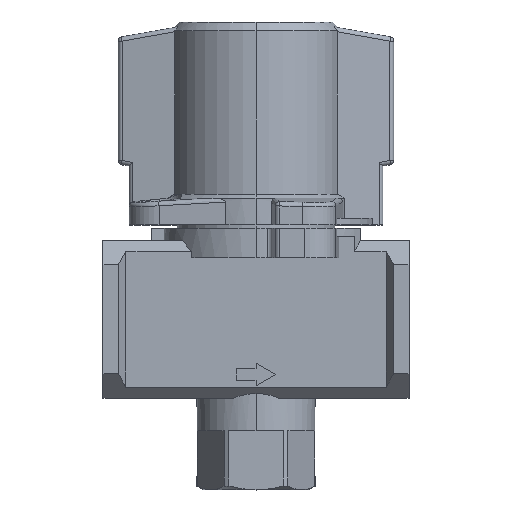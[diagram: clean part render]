
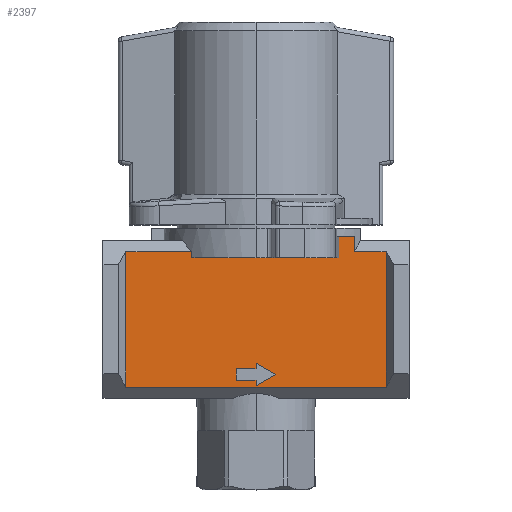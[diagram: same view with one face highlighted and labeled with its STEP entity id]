
A CAD part, top view. The second image highlights one B-rep face of the part: STEP entity #2397.
In plain terms, the highlighted planar face has unit normal (0, 0, 1).
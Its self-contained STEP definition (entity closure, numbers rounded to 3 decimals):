
#34 = LINE ( 'NONE', #5174, #4347 ) ;
#56 = VECTOR ( 'NONE', #3192, 1000. ) ;
#59 = EDGE_LOOP ( 'NONE', ( #4541, #1785, #3325, #517, #3978, #2435, #6012 ) ) ;
#89 = DIRECTION ( 'NONE',  ( 0., 1., 0. ) ) ;
#115 = CARTESIAN_POINT ( 'NONE',  ( 22.45, 19., 15. ) ) ;
#141 = ORIENTED_EDGE ( 'NONE', *, *, #776, .F. ) ;
#158 = ORIENTED_EDGE ( 'NONE', *, *, #2362, .F. ) ;
#229 = LINE ( 'NONE', #3452, #6049 ) ;
#296 = CARTESIAN_POINT ( 'NONE',  ( 18.971, 19., 15. ) ) ;
#517 = ORIENTED_EDGE ( 'NONE', *, *, #3841, .F. ) ;
#654 = CARTESIAN_POINT ( 'NONE',  ( 35., 15.5, 15. ) ) ;
#776 = EDGE_CURVE ( 'NONE', #4400, #4861, #229, .T. ) ;
#804 = CARTESIAN_POINT ( 'NONE',  ( 0., -15.18, 15. ) ) ;
#815 = CARTESIAN_POINT ( 'NONE',  ( 0., -10.08, 15. ) ) ;
#831 = LINE ( 'NONE', #5763, #3642 ) ;
#873 = EDGE_CURVE ( 'NONE', #7197, #6069, #6229, .T. ) ;
#877 = DIRECTION ( 'NONE',  ( 0., -1., 0. ) ) ;
#941 = VERTEX_POINT ( 'NONE', #5993 ) ;
#962 = EDGE_CURVE ( 'NONE', #941, #4074, #2315, .T. ) ;
#1052 = VERTEX_POINT ( 'NONE', #5038 ) ;
#1064 = EDGE_CURVE ( 'NONE', #1203, #3504, #6137, .T. ) ;
#1148 = ORIENTED_EDGE ( 'NONE', *, *, #7162, .T. ) ;
#1203 = VERTEX_POINT ( 'NONE', #1893 ) ;
#1431 = VECTOR ( 'NONE', #5116, 1000. ) ;
#1480 = CARTESIAN_POINT ( 'NONE',  ( 0., -13.93, 15. ) ) ;
#1592 = LINE ( 'NONE', #2303, #1431 ) ;
#1646 = CARTESIAN_POINT ( 'NONE',  ( -4.5, -13.93, 15. ) ) ;
#1660 = VERTEX_POINT ( 'NONE', #2056 ) ;
#1684 = LINE ( 'NONE', #4057, #6373 ) ;
#1701 = DIRECTION ( 'NONE',  ( 0., 1., 0. ) ) ;
#1726 = VERTEX_POINT ( 'NONE', #6197 ) ;
#1774 = DIRECTION ( 'NONE',  ( 0., -1., 0. ) ) ;
#1777 = LINE ( 'NONE', #3886, #4781 ) ;
#1781 = LINE ( 'NONE', #2265, #4448 ) ;
#1783 = AXIS2_PLACEMENT_3D ( 'NONE', #4617, #1917, #5304 ) ;
#1785 = ORIENTED_EDGE ( 'NONE', *, *, #4084, .F. ) ;
#1797 = DIRECTION ( 'NONE',  ( 1., 0., 0. ) ) ;
#1878 = VERTEX_POINT ( 'NONE', #4554 ) ;
#1893 = CARTESIAN_POINT ( 'NONE',  ( 4.5, -12.63, 15. ) ) ;
#1917 = DIRECTION ( 'NONE',  ( 0., 0., -1. ) ) ;
#2056 = CARTESIAN_POINT ( 'NONE',  ( 29.768, 15.5, 15. ) ) ;
#2099 = VECTOR ( 'NONE', #877, 1000. ) ;
#2109 = LINE ( 'NONE', #2859, #6458 ) ;
#2265 = CARTESIAN_POINT ( 'NONE',  ( 29.768, -18., 15. ) ) ;
#2269 = DIRECTION ( 'NONE',  ( 1., 0., 0. ) ) ;
#2303 = CARTESIAN_POINT ( 'NONE',  ( 0., -15.18, 15. ) ) ;
#2315 = LINE ( 'NONE', #1480, #7020 ) ;
#2329 = CARTESIAN_POINT ( 'NONE',  ( 22.45, 15.5, 15. ) ) ;
#2362 = EDGE_CURVE ( 'NONE', #6115, #1660, #34, .T. ) ;
#2366 = EDGE_CURVE ( 'NONE', #6672, #4400, #1684, .T. ) ;
#2397 = ADVANCED_FACE ( 'NONE', ( #4167, #7171 ), #5886, .F. ) ;
#2405 = VERTEX_POINT ( 'NONE', #804 ) ;
#2435 = ORIENTED_EDGE ( 'NONE', *, *, #962, .F. ) ;
#2686 = DIRECTION ( 'NONE',  ( 0., 1., 0. ) ) ;
#2707 = CARTESIAN_POINT ( 'NONE',  ( -29.768, 15.5, 15. ) ) ;
#2815 = VECTOR ( 'NONE', #5460, 1000. ) ;
#2859 = CARTESIAN_POINT ( 'NONE',  ( 29.768, 14.1, 15. ) ) ;
#3076 = LINE ( 'NONE', #3661, #4582 ) ;
#3112 = VECTOR ( 'NONE', #4502, 1000. ) ;
#3118 = EDGE_CURVE ( 'NONE', #1052, #941, #6274, .T. ) ;
#3183 = EDGE_CURVE ( 'NONE', #1878, #5638, #4419, .T. ) ;
#3192 = DIRECTION ( 'NONE',  ( 1., 0., 0. ) ) ;
#3295 = DIRECTION ( 'NONE',  ( -1., 0., 0. ) ) ;
#3325 = ORIENTED_EDGE ( 'NONE', *, *, #1064, .F. ) ;
#3452 = CARTESIAN_POINT ( 'NONE',  ( -29.768, -18., 15. ) ) ;
#3504 = VERTEX_POINT ( 'NONE', #815 ) ;
#3613 = LINE ( 'NONE', #4257, #2099 ) ;
#3642 = VECTOR ( 'NONE', #1774, 1000. ) ;
#3661 = CARTESIAN_POINT ( 'NONE',  ( 18.971, -18., 15. ) ) ;
#3723 = CARTESIAN_POINT ( 'NONE',  ( 4.5, -12.63, 15. ) ) ;
#3733 = CARTESIAN_POINT ( 'NONE',  ( -14.697, 15.5, 15. ) ) ;
#3841 = EDGE_CURVE ( 'NONE', #2405, #1203, #5782, .T. ) ;
#3867 = DIRECTION ( 'NONE',  ( 0., -1., 0. ) ) ;
#3886 = CARTESIAN_POINT ( 'NONE',  ( -4.5, -11.33, 15. ) ) ;
#3892 = EDGE_LOOP ( 'NONE', ( #158, #5435, #5084, #1148, #5933, #7030, #4203, #141, #7304, #5992 ) ) ;
#3978 = ORIENTED_EDGE ( 'NONE', *, *, #6634, .F. ) ;
#4057 = CARTESIAN_POINT ( 'NONE',  ( 35., -15.5, 15. ) ) ;
#4074 = VERTEX_POINT ( 'NONE', #4613 ) ;
#4084 = EDGE_CURVE ( 'NONE', #3504, #5767, #831, .T. ) ;
#4167 = FACE_BOUND ( 'NONE', #59, .T. ) ;
#4193 = EDGE_CURVE ( 'NONE', #6672, #1660, #1781, .T. ) ;
#4203 = ORIENTED_EDGE ( 'NONE', *, *, #6319, .F. ) ;
#4257 = CARTESIAN_POINT ( 'NONE',  ( 22.45, 19., 15. ) ) ;
#4284 = VECTOR ( 'NONE', #7121, 1000. ) ;
#4347 = VECTOR ( 'NONE', #1797, 1000. ) ;
#4400 = VERTEX_POINT ( 'NONE', #7146 ) ;
#4419 = LINE ( 'NONE', #7236, #5742 ) ;
#4448 = VECTOR ( 'NONE', #1701, 1000. ) ;
#4502 = DIRECTION ( 'NONE',  ( -0.87, 0.493, 0. ) ) ;
#4513 = LINE ( 'NONE', #654, #2815 ) ;
#4541 = ORIENTED_EDGE ( 'NONE', *, *, #4818, .F. ) ;
#4554 = CARTESIAN_POINT ( 'NONE',  ( -14.697, 14.1, 15. ) ) ;
#4582 = VECTOR ( 'NONE', #6003, 1000. ) ;
#4613 = CARTESIAN_POINT ( 'NONE',  ( 0., -13.93, 15. ) ) ;
#4617 = CARTESIAN_POINT ( 'NONE',  ( 29.768, -18., 15. ) ) ;
#4760 = VECTOR ( 'NONE', #3867, 1000. ) ;
#4781 = VECTOR ( 'NONE', #6146, 1000. ) ;
#4818 = EDGE_CURVE ( 'NONE', #5767, #1052, #1777, .T. ) ;
#4861 = VERTEX_POINT ( 'NONE', #2707 ) ;
#4912 = CARTESIAN_POINT ( 'NONE',  ( 18.971, 19., 15. ) ) ;
#5038 = CARTESIAN_POINT ( 'NONE',  ( -4.5, -11.33, 15. ) ) ;
#5084 = ORIENTED_EDGE ( 'NONE', *, *, #873, .F. ) ;
#5116 = DIRECTION ( 'NONE',  ( 0., -1., 0. ) ) ;
#5174 = CARTESIAN_POINT ( 'NONE',  ( 35., 15.5, 15. ) ) ;
#5304 = DIRECTION ( 'NONE',  ( -1., 0., 0. ) ) ;
#5435 = ORIENTED_EDGE ( 'NONE', *, *, #7063, .F. ) ;
#5460 = DIRECTION ( 'NONE',  ( 1., 0., 0. ) ) ;
#5545 = CARTESIAN_POINT ( 'NONE',  ( 29.768, -15.5, 15. ) ) ;
#5591 = CARTESIAN_POINT ( 'NONE',  ( 0., -10.08, 15. ) ) ;
#5638 = VERTEX_POINT ( 'NONE', #3733 ) ;
#5742 = VECTOR ( 'NONE', #2686, 1000. ) ;
#5763 = CARTESIAN_POINT ( 'NONE',  ( 0., -11.33, 15. ) ) ;
#5767 = VERTEX_POINT ( 'NONE', #7229 ) ;
#5782 = LINE ( 'NONE', #3723, #4284 ) ;
#5886 = PLANE ( 'NONE',  #1783 ) ;
#5933 = ORIENTED_EDGE ( 'NONE', *, *, #6451, .F. ) ;
#5992 = ORIENTED_EDGE ( 'NONE', *, *, #4193, .T. ) ;
#5993 = CARTESIAN_POINT ( 'NONE',  ( -4.5, -13.93, 15. ) ) ;
#6003 = DIRECTION ( 'NONE',  ( 0., -1., 0. ) ) ;
#6012 = ORIENTED_EDGE ( 'NONE', *, *, #3118, .F. ) ;
#6049 = VECTOR ( 'NONE', #89, 1000. ) ;
#6069 = VERTEX_POINT ( 'NONE', #115 ) ;
#6115 = VERTEX_POINT ( 'NONE', #2329 ) ;
#6137 = LINE ( 'NONE', #5591, #3112 ) ;
#6146 = DIRECTION ( 'NONE',  ( -1., 0., 0. ) ) ;
#6197 = CARTESIAN_POINT ( 'NONE',  ( 18.971, 14.1, 15. ) ) ;
#6229 = LINE ( 'NONE', #4912, #56 ) ;
#6274 = LINE ( 'NONE', #1646, #4760 ) ;
#6319 = EDGE_CURVE ( 'NONE', #4861, #5638, #4513, .T. ) ;
#6373 = VECTOR ( 'NONE', #3295, 1000. ) ;
#6451 = EDGE_CURVE ( 'NONE', #1878, #1726, #2109, .T. ) ;
#6458 = VECTOR ( 'NONE', #6835, 1000. ) ;
#6634 = EDGE_CURVE ( 'NONE', #4074, #2405, #1592, .T. ) ;
#6672 = VERTEX_POINT ( 'NONE', #5545 ) ;
#6835 = DIRECTION ( 'NONE',  ( 1., 0., 0. ) ) ;
#7020 = VECTOR ( 'NONE', #2269, 1000. ) ;
#7030 = ORIENTED_EDGE ( 'NONE', *, *, #3183, .T. ) ;
#7063 = EDGE_CURVE ( 'NONE', #6069, #6115, #3613, .T. ) ;
#7121 = DIRECTION ( 'NONE',  ( 0.87, 0.493, 0. ) ) ;
#7146 = CARTESIAN_POINT ( 'NONE',  ( -29.768, -15.5, 15. ) ) ;
#7162 = EDGE_CURVE ( 'NONE', #7197, #1726, #3076, .T. ) ;
#7171 = FACE_OUTER_BOUND ( 'NONE', #3892, .T. ) ;
#7197 = VERTEX_POINT ( 'NONE', #296 ) ;
#7229 = CARTESIAN_POINT ( 'NONE',  ( 0., -11.33, 15. ) ) ;
#7236 = CARTESIAN_POINT ( 'NONE',  ( -14.697, 14.1, 15. ) ) ;
#7304 = ORIENTED_EDGE ( 'NONE', *, *, #2366, .F. ) ;
